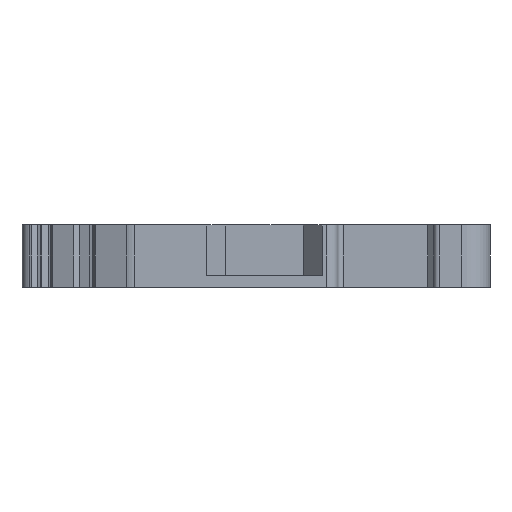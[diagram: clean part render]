
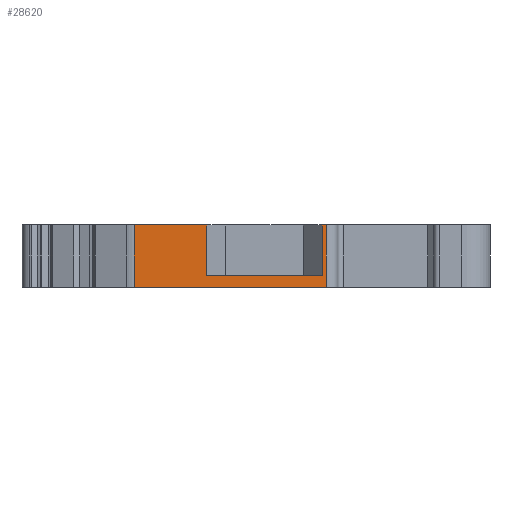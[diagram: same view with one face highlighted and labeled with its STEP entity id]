
A CAD part, left-side view. The second image highlights one B-rep face of the part: STEP entity #28620.
In plain terms, the highlighted planar face has unit normal (-1, 0, 0).
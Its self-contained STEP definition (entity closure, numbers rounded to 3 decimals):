
#8010=CARTESIAN_POINT('',(-22.5,-7.,0.));
#8020=VERTEX_POINT('',#8010);
#8050=CARTESIAN_POINT('',(-22.5,-0.981,0.));
#8060=DIRECTION('',(0.,-1.,0.));
#8070=VECTOR('',#8060,1.);
#8080=LINE('',#8050,#8070);
#8090=CARTESIAN_POINT('',(-22.5,-6.617,0.));
#8100=VERTEX_POINT('',#8090);
#8110=EDGE_CURVE('',#8100,#8020,#8080,.T.);
#8330=CARTESIAN_POINT('',(-22.5,3.617,0.));
#8340=VERTEX_POINT('',#8330);
#8370=CARTESIAN_POINT('',(-22.5,10.031,0.));
#8380=VERTEX_POINT('',#8370);
#8390=EDGE_CURVE('',#8380,#8340,#8080,.T.);
#14250=CARTESIAN_POINT('',(-22.5,10.031,-5.5));
#14260=VERTEX_POINT('',#14250);
#14290=CARTESIAN_POINT('',(-22.5,-0.981,-5.5));
#14300=DIRECTION('',(0.,-1.,0.));
#14310=VECTOR('',#14300,1.);
#14320=LINE('',#14290,#14310);
#14330=CARTESIAN_POINT('',(-22.5,-7.,-5.5));
#14340=VERTEX_POINT('',#14330);
#14350=EDGE_CURVE('',#14260,#14340,#14320,.T.);
#28120=CARTESIAN_POINT('',(-22.5,10.031,0.));
#28130=DIRECTION('',(0.,0.,-1.));
#28140=VECTOR('',#28130,1.);
#28150=LINE('',#28120,#28140);
#28160=EDGE_CURVE('',#8380,#14260,#28150,.T.);
#28230=CARTESIAN_POINT('',(-22.5,-7.,0.));
#28240=DIRECTION('',(1.,0.,0.));
#28250=DIRECTION('',(0.,-1.,0.));
#28260=AXIS2_PLACEMENT_3D('',#28230,#28240,#28250);
#28270=PLANE('',#28260);
#28280=ORIENTED_EDGE('',*,*,#8390,.F.);
#28290=CARTESIAN_POINT('',(-22.5,3.617,0.));
#28300=DIRECTION('',(0.,0.,-1.));
#28310=VECTOR('',#28300,1.);
#28320=LINE('',#28290,#28310);
#28330=CARTESIAN_POINT('',(-22.5,3.617,-4.5));
#28340=VERTEX_POINT('',#28330);
#28350=EDGE_CURVE('',#8340,#28340,#28320,.T.);
#28360=ORIENTED_EDGE('',*,*,#28350,.F.);
#28370=CARTESIAN_POINT('',(-22.5,-0.981,-4.5));
#28380=DIRECTION('',(0.,-1.,0.));
#28390=VECTOR('',#28380,1.);
#28400=LINE('',#28370,#28390);
#28410=CARTESIAN_POINT('',(-22.5,-6.617,-4.5));
#28420=VERTEX_POINT('',#28410);
#28430=EDGE_CURVE('',#28340,#28420,#28400,.T.);
#28440=ORIENTED_EDGE('',*,*,#28430,.F.);
#28450=CARTESIAN_POINT('',(-22.5,-6.617,0.));
#28460=DIRECTION('',(0.,-0.,1.));
#28470=VECTOR('',#28460,1.);
#28480=LINE('',#28450,#28470);
#28490=EDGE_CURVE('',#28420,#8100,#28480,.T.);
#28500=ORIENTED_EDGE('',*,*,#28490,.F.);
#28510=ORIENTED_EDGE('',*,*,#8110,.F.);
#28520=CARTESIAN_POINT('',(-22.5,-7.,0.));
#28530=DIRECTION('',(0.,0.,-1.));
#28540=VECTOR('',#28530,1.);
#28550=LINE('',#28520,#28540);
#28560=EDGE_CURVE('',#8020,#14340,#28550,.T.);
#28570=ORIENTED_EDGE('',*,*,#28560,.F.);
#28580=ORIENTED_EDGE('',*,*,#14350,.T.);
#28590=ORIENTED_EDGE('',*,*,#28160,.T.);
#28600=EDGE_LOOP('',(#28590,#28580,#28570,#28510,#28500,#28440,#28360,
#28280));
#28610=FACE_OUTER_BOUND('',#28600,.T.);
#28620=ADVANCED_FACE('',(#28610),#28270,.F.);
